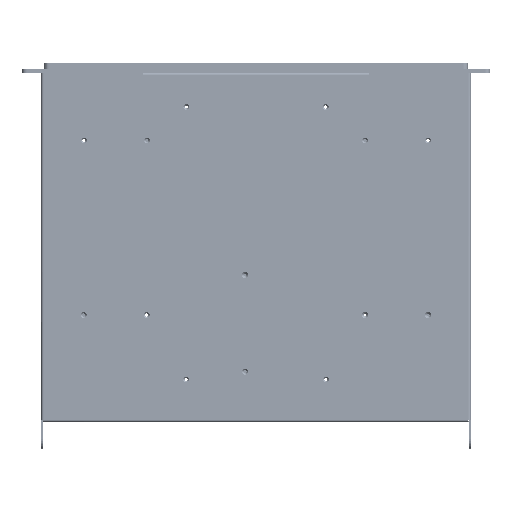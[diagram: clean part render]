
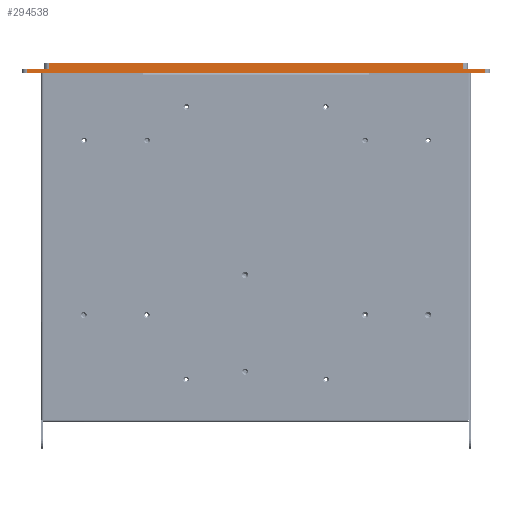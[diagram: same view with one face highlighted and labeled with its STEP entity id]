
A CAD part, front view. The second image highlights one B-rep face of the part: STEP entity #294538.
In plain terms, the highlighted planar face has unit normal (0, -1, 0).
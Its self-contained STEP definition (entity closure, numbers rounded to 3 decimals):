
#290639 = PLANE('',#290640);
#290640 = AXIS2_PLACEMENT_3D('',#290641,#290642,#290643);
#290641 = CARTESIAN_POINT('',(-9.,13.,179.5));
#290642 = DIRECTION('',(-0.,-0.,-1.));
#290643 = DIRECTION('',(-1.,0.,0.));
#292077 = VERTEX_POINT('',#292078);
#292078 = CARTESIAN_POINT('',(204.3,-31.23,179.5));
#292093 = CYLINDRICAL_SURFACE('',#292094,5.);
#292094 = AXIS2_PLACEMENT_3D('',#292095,#292096,#292097);
#292095 = CARTESIAN_POINT('',(204.3,-26.23,179.5));
#292096 = DIRECTION('',(0.,0.,1.));
#292097 = DIRECTION('',(-1.,0.,0.));
#292105 = EDGE_CURVE('',#292077,#292106,#292108,.T.);
#292106 = VERTEX_POINT('',#292107);
#292107 = CARTESIAN_POINT('',(-222.3,-31.23,179.5));
#292108 = SURFACE_CURVE('',#292109,(#292113,#292120),.PCURVE_S1.);
#292109 = LINE('',#292110,#292111);
#292110 = CARTESIAN_POINT('',(227.3,-31.23,179.5));
#292111 = VECTOR('',#292112,1.);
#292112 = DIRECTION('',(-1.,0.,0.));
#292113 = PCURVE('',#290639,#292114);
#292114 = DEFINITIONAL_REPRESENTATION('',(#292115),#292119);
#292115 = LINE('',#292116,#292117);
#292116 = CARTESIAN_POINT('',(-236.3,-44.23));
#292117 = VECTOR('',#292118,1.);
#292118 = DIRECTION('',(1.,0.));
#292119 = ( GEOMETRIC_REPRESENTATION_CONTEXT(2) 
PARAMETRIC_REPRESENTATION_CONTEXT() REPRESENTATION_CONTEXT('2D SPACE',''
  ) );
#292120 = PCURVE('',#292121,#292126);
#292121 = PLANE('',#292122);
#292122 = AXIS2_PLACEMENT_3D('',#292123,#292124,#292125);
#292123 = CARTESIAN_POINT('',(227.3,-31.23,169.5));
#292124 = DIRECTION('',(0.,-1.,0.));
#292125 = DIRECTION('',(-1.,0.,0.));
#292126 = DEFINITIONAL_REPRESENTATION('',(#292127),#292131);
#292127 = LINE('',#292128,#292129);
#292128 = CARTESIAN_POINT('',(0.,-10.));
#292129 = VECTOR('',#292130,1.);
#292130 = DIRECTION('',(1.,0.));
#292131 = ( GEOMETRIC_REPRESENTATION_CONTEXT(2) 
PARAMETRIC_REPRESENTATION_CONTEXT() REPRESENTATION_CONTEXT('2D SPACE',''
  ) );
#292154 = CYLINDRICAL_SURFACE('',#292155,5.);
#292155 = AXIS2_PLACEMENT_3D('',#292156,#292157,#292158);
#292156 = CARTESIAN_POINT('',(-222.3,-26.23,179.5));
#292157 = DIRECTION('',(0.,0.,1.));
#292158 = DIRECTION('',(1.,0.,0.));
#294436 = VERTEX_POINT('',#294437);
#294437 = CARTESIAN_POINT('',(204.3,-31.23,173.5));
#294452 = PLANE('',#294453);
#294453 = AXIS2_PLACEMENT_3D('',#294454,#294455,#294456);
#294454 = CARTESIAN_POINT('',(219.823,13.,173.5));
#294455 = DIRECTION('',(0.,0.,1.));
#294456 = DIRECTION('',(1.,0.,0.));
#294468 = EDGE_CURVE('',#292077,#294436,#294469,.T.);
#294469 = SURFACE_CURVE('',#294470,(#294474,#294481),.PCURVE_S1.);
#294470 = LINE('',#294471,#294472);
#294471 = CARTESIAN_POINT('',(204.3,-31.23,179.5));
#294472 = VECTOR('',#294473,1.);
#294473 = DIRECTION('',(0.,0.,-1.));
#294474 = PCURVE('',#292093,#294475);
#294475 = DEFINITIONAL_REPRESENTATION('',(#294476),#294480);
#294476 = LINE('',#294477,#294478);
#294477 = CARTESIAN_POINT('',(-4.712,0.));
#294478 = VECTOR('',#294479,1.);
#294479 = DIRECTION('',(-0.,-1.));
#294480 = ( GEOMETRIC_REPRESENTATION_CONTEXT(2) 
PARAMETRIC_REPRESENTATION_CONTEXT() REPRESENTATION_CONTEXT('2D SPACE',''
  ) );
#294481 = PCURVE('',#292121,#294482);
#294482 = DEFINITIONAL_REPRESENTATION('',(#294483),#294487);
#294483 = LINE('',#294484,#294485);
#294484 = CARTESIAN_POINT('',(23.,-10.));
#294485 = VECTOR('',#294486,1.);
#294486 = DIRECTION('',(0.,1.));
#294487 = ( GEOMETRIC_REPRESENTATION_CONTEXT(2) 
PARAMETRIC_REPRESENTATION_CONTEXT() REPRESENTATION_CONTEXT('2D SPACE',''
  ) );
#294538 = ADVANCED_FACE('',(#294539),#292121,.T.);
#294539 = FACE_BOUND('',#294540,.T.);
#294540 = EDGE_LOOP('',(#294541,#294571,#294599,#294620,#294621,#294622,
    #294645,#294673));
#294541 = ORIENTED_EDGE('',*,*,#294542,.F.);
#294542 = EDGE_CURVE('',#294543,#294545,#294547,.T.);
#294543 = VERTEX_POINT('',#294544);
#294544 = CARTESIAN_POINT('',(227.3,-31.23,169.5));
#294545 = VERTEX_POINT('',#294546);
#294546 = CARTESIAN_POINT('',(-245.3,-31.23,169.5));
#294547 = SURFACE_CURVE('',#294548,(#294552,#294559),.PCURVE_S1.);
#294548 = LINE('',#294549,#294550);
#294549 = CARTESIAN_POINT('',(227.3,-31.23,169.5));
#294550 = VECTOR('',#294551,1.);
#294551 = DIRECTION('',(-1.,0.,0.));
#294552 = PCURVE('',#292121,#294553);
#294553 = DEFINITIONAL_REPRESENTATION('',(#294554),#294558);
#294554 = LINE('',#294555,#294556);
#294555 = CARTESIAN_POINT('',(0.,-0.));
#294556 = VECTOR('',#294557,1.);
#294557 = DIRECTION('',(1.,0.));
#294558 = ( GEOMETRIC_REPRESENTATION_CONTEXT(2) 
PARAMETRIC_REPRESENTATION_CONTEXT() REPRESENTATION_CONTEXT('2D SPACE',''
  ) );
#294559 = PCURVE('',#294560,#294565);
#294560 = PLANE('',#294561);
#294561 = AXIS2_PLACEMENT_3D('',#294562,#294563,#294564);
#294562 = CARTESIAN_POINT('',(-9.,13.,169.5));
#294563 = DIRECTION('',(-0.,-0.,-1.));
#294564 = DIRECTION('',(-1.,0.,0.));
#294565 = DEFINITIONAL_REPRESENTATION('',(#294566),#294570);
#294566 = LINE('',#294567,#294568);
#294567 = CARTESIAN_POINT('',(-236.3,-44.23));
#294568 = VECTOR('',#294569,1.);
#294569 = DIRECTION('',(1.,0.));
#294570 = ( GEOMETRIC_REPRESENTATION_CONTEXT(2) 
PARAMETRIC_REPRESENTATION_CONTEXT() REPRESENTATION_CONTEXT('2D SPACE',''
  ) );
#294571 = ORIENTED_EDGE('',*,*,#294572,.T.);
#294572 = EDGE_CURVE('',#294543,#294573,#294575,.T.);
#294573 = VERTEX_POINT('',#294574);
#294574 = CARTESIAN_POINT('',(227.3,-31.23,173.5));
#294575 = SURFACE_CURVE('',#294576,(#294580,#294587),.PCURVE_S1.);
#294576 = LINE('',#294577,#294578);
#294577 = CARTESIAN_POINT('',(227.3,-31.23,169.5));
#294578 = VECTOR('',#294579,1.);
#294579 = DIRECTION('',(0.,0.,1.));
#294580 = PCURVE('',#292121,#294581);
#294581 = DEFINITIONAL_REPRESENTATION('',(#294582),#294586);
#294582 = LINE('',#294583,#294584);
#294583 = CARTESIAN_POINT('',(0.,-0.));
#294584 = VECTOR('',#294585,1.);
#294585 = DIRECTION('',(0.,-1.));
#294586 = ( GEOMETRIC_REPRESENTATION_CONTEXT(2) 
PARAMETRIC_REPRESENTATION_CONTEXT() REPRESENTATION_CONTEXT('2D SPACE',''
  ) );
#294587 = PCURVE('',#294588,#294593);
#294588 = CYLINDRICAL_SURFACE('',#294589,5.);
#294589 = AXIS2_PLACEMENT_3D('',#294590,#294591,#294592);
#294590 = CARTESIAN_POINT('',(227.3,-26.23,169.5));
#294591 = DIRECTION('',(-0.,-0.,-1.));
#294592 = DIRECTION('',(1.,0.,0.));
#294593 = DEFINITIONAL_REPRESENTATION('',(#294594),#294598);
#294594 = LINE('',#294595,#294596);
#294595 = CARTESIAN_POINT('',(-4.712,0.));
#294596 = VECTOR('',#294597,1.);
#294597 = DIRECTION('',(-0.,-1.));
#294598 = ( GEOMETRIC_REPRESENTATION_CONTEXT(2) 
PARAMETRIC_REPRESENTATION_CONTEXT() REPRESENTATION_CONTEXT('2D SPACE',''
  ) );
#294599 = ORIENTED_EDGE('',*,*,#294600,.T.);
#294600 = EDGE_CURVE('',#294573,#294436,#294601,.T.);
#294601 = SURFACE_CURVE('',#294602,(#294606,#294613),.PCURVE_S1.);
#294602 = LINE('',#294603,#294604);
#294603 = CARTESIAN_POINT('',(232.3,-31.23,173.5));
#294604 = VECTOR('',#294605,1.);
#294605 = DIRECTION('',(-1.,-0.,-0.));
#294606 = PCURVE('',#292121,#294607);
#294607 = DEFINITIONAL_REPRESENTATION('',(#294608),#294612);
#294608 = LINE('',#294609,#294610);
#294609 = CARTESIAN_POINT('',(-5.,-4.));
#294610 = VECTOR('',#294611,1.);
#294611 = DIRECTION('',(1.,0.));
#294612 = ( GEOMETRIC_REPRESENTATION_CONTEXT(2) 
PARAMETRIC_REPRESENTATION_CONTEXT() REPRESENTATION_CONTEXT('2D SPACE',''
  ) );
#294613 = PCURVE('',#294452,#294614);
#294614 = DEFINITIONAL_REPRESENTATION('',(#294615),#294619);
#294615 = LINE('',#294616,#294617);
#294616 = CARTESIAN_POINT('',(12.477,-44.23));
#294617 = VECTOR('',#294618,1.);
#294618 = DIRECTION('',(-1.,0.));
#294619 = ( GEOMETRIC_REPRESENTATION_CONTEXT(2) 
PARAMETRIC_REPRESENTATION_CONTEXT() REPRESENTATION_CONTEXT('2D SPACE',''
  ) );
#294620 = ORIENTED_EDGE('',*,*,#294468,.F.);
#294621 = ORIENTED_EDGE('',*,*,#292105,.T.);
#294622 = ORIENTED_EDGE('',*,*,#294623,.T.);
#294623 = EDGE_CURVE('',#292106,#294624,#294626,.T.);
#294624 = VERTEX_POINT('',#294625);
#294625 = CARTESIAN_POINT('',(-222.3,-31.23,173.5));
#294626 = SURFACE_CURVE('',#294627,(#294631,#294638),.PCURVE_S1.);
#294627 = LINE('',#294628,#294629);
#294628 = CARTESIAN_POINT('',(-222.3,-31.23,179.5));
#294629 = VECTOR('',#294630,1.);
#294630 = DIRECTION('',(-0.,-0.,-1.));
#294631 = PCURVE('',#292121,#294632);
#294632 = DEFINITIONAL_REPRESENTATION('',(#294633),#294637);
#294633 = LINE('',#294634,#294635);
#294634 = CARTESIAN_POINT('',(449.6,-10.));
#294635 = VECTOR('',#294636,1.);
#294636 = DIRECTION('',(0.,1.));
#294637 = ( GEOMETRIC_REPRESENTATION_CONTEXT(2) 
PARAMETRIC_REPRESENTATION_CONTEXT() REPRESENTATION_CONTEXT('2D SPACE',''
  ) );
#294638 = PCURVE('',#292154,#294639);
#294639 = DEFINITIONAL_REPRESENTATION('',(#294640),#294644);
#294640 = LINE('',#294641,#294642);
#294641 = CARTESIAN_POINT('',(4.712,0.));
#294642 = VECTOR('',#294643,1.);
#294643 = DIRECTION('',(0.,-1.));
#294644 = ( GEOMETRIC_REPRESENTATION_CONTEXT(2) 
PARAMETRIC_REPRESENTATION_CONTEXT() REPRESENTATION_CONTEXT('2D SPACE',''
  ) );
#294645 = ORIENTED_EDGE('',*,*,#294646,.F.);
#294646 = EDGE_CURVE('',#294647,#294624,#294649,.T.);
#294647 = VERTEX_POINT('',#294648);
#294648 = CARTESIAN_POINT('',(-245.3,-31.23,173.5));
#294649 = SURFACE_CURVE('',#294650,(#294654,#294661),.PCURVE_S1.);
#294650 = LINE('',#294651,#294652);
#294651 = CARTESIAN_POINT('',(-250.3,-31.23,173.5));
#294652 = VECTOR('',#294653,1.);
#294653 = DIRECTION('',(1.,0.,0.));
#294654 = PCURVE('',#292121,#294655);
#294655 = DEFINITIONAL_REPRESENTATION('',(#294656),#294660);
#294656 = LINE('',#294657,#294658);
#294657 = CARTESIAN_POINT('',(477.6,-4.));
#294658 = VECTOR('',#294659,1.);
#294659 = DIRECTION('',(-1.,-0.));
#294660 = ( GEOMETRIC_REPRESENTATION_CONTEXT(2) 
PARAMETRIC_REPRESENTATION_CONTEXT() REPRESENTATION_CONTEXT('2D SPACE',''
  ) );
#294661 = PCURVE('',#294662,#294667);
#294662 = PLANE('',#294663);
#294663 = AXIS2_PLACEMENT_3D('',#294664,#294665,#294666);
#294664 = CARTESIAN_POINT('',(-237.823,13.,173.5));
#294665 = DIRECTION('',(0.,0.,1.));
#294666 = DIRECTION('',(1.,0.,0.));
#294667 = DEFINITIONAL_REPRESENTATION('',(#294668),#294672);
#294668 = LINE('',#294669,#294670);
#294669 = CARTESIAN_POINT('',(-12.477,-44.23));
#294670 = VECTOR('',#294671,1.);
#294671 = DIRECTION('',(1.,0.));
#294672 = ( GEOMETRIC_REPRESENTATION_CONTEXT(2) 
PARAMETRIC_REPRESENTATION_CONTEXT() REPRESENTATION_CONTEXT('2D SPACE',''
  ) );
#294673 = ORIENTED_EDGE('',*,*,#294674,.F.);
#294674 = EDGE_CURVE('',#294545,#294647,#294675,.T.);
#294675 = SURFACE_CURVE('',#294676,(#294680,#294687),.PCURVE_S1.);
#294676 = LINE('',#294677,#294678);
#294677 = CARTESIAN_POINT('',(-245.3,-31.23,169.5));
#294678 = VECTOR('',#294679,1.);
#294679 = DIRECTION('',(0.,0.,1.));
#294680 = PCURVE('',#292121,#294681);
#294681 = DEFINITIONAL_REPRESENTATION('',(#294682),#294686);
#294682 = LINE('',#294683,#294684);
#294683 = CARTESIAN_POINT('',(472.6,0.));
#294684 = VECTOR('',#294685,1.);
#294685 = DIRECTION('',(0.,-1.));
#294686 = ( GEOMETRIC_REPRESENTATION_CONTEXT(2) 
PARAMETRIC_REPRESENTATION_CONTEXT() REPRESENTATION_CONTEXT('2D SPACE',''
  ) );
#294687 = PCURVE('',#294688,#294693);
#294688 = CYLINDRICAL_SURFACE('',#294689,5.);
#294689 = AXIS2_PLACEMENT_3D('',#294690,#294691,#294692);
#294690 = CARTESIAN_POINT('',(-245.3,-26.23,169.5));
#294691 = DIRECTION('',(-0.,-0.,-1.));
#294692 = DIRECTION('',(1.,0.,0.));
#294693 = DEFINITIONAL_REPRESENTATION('',(#294694),#294698);
#294694 = LINE('',#294695,#294696);
#294695 = CARTESIAN_POINT('',(-4.712,0.));
#294696 = VECTOR('',#294697,1.);
#294697 = DIRECTION('',(-0.,-1.));
#294698 = ( GEOMETRIC_REPRESENTATION_CONTEXT(2) 
PARAMETRIC_REPRESENTATION_CONTEXT() REPRESENTATION_CONTEXT('2D SPACE',''
  ) );
